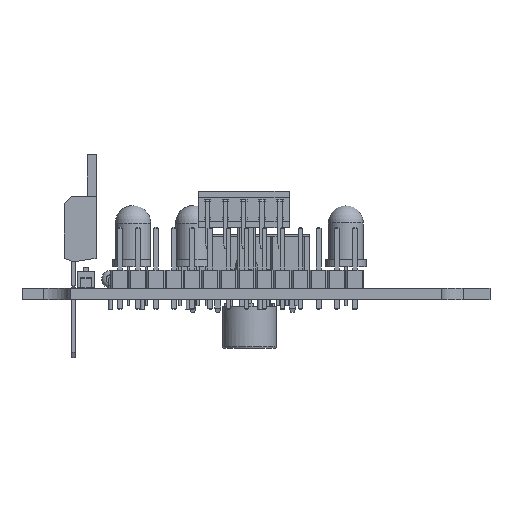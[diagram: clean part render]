
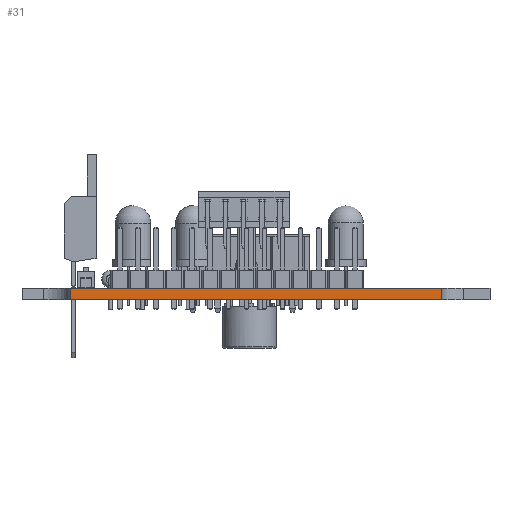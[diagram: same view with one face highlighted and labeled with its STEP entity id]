
A CAD part, left-side view. The second image highlights one B-rep face of the part: STEP entity #31.
In plain terms, the highlighted planar face has unit normal (-1, 0, 0).
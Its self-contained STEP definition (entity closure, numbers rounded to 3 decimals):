
#31 = ADVANCED_FACE('',(#32),#66,.F.);
#32 = FACE_BOUND('',#33,.F.);
#33 = EDGE_LOOP('',(#34,#44,#52,#60));
#34 = ORIENTED_EDGE('',*,*,#35,.T.);
#35 = EDGE_CURVE('',#36,#38,#40,.T.);
#36 = VERTEX_POINT('',#37);
#37 = CARTESIAN_POINT('',(75.,-111.25,0.));
#38 = VERTEX_POINT('',#39);
#39 = CARTESIAN_POINT('',(75.,-111.25,-1.6));
#40 = LINE('',#41,#42);
#41 = CARTESIAN_POINT('',(75.,-111.25,0.));
#42 = VECTOR('',#43,1.);
#43 = DIRECTION('',(0.,0.,-1.));
#44 = ORIENTED_EDGE('',*,*,#45,.T.);
#45 = EDGE_CURVE('',#38,#46,#48,.T.);
#46 = VERTEX_POINT('',#47);
#47 = CARTESIAN_POINT('',(75.,-59.,-1.6));
#48 = LINE('',#49,#50);
#49 = CARTESIAN_POINT('',(75.,-111.25,-1.6));
#50 = VECTOR('',#51,1.);
#51 = DIRECTION('',(0.,1.,0.));
#52 = ORIENTED_EDGE('',*,*,#53,.F.);
#53 = EDGE_CURVE('',#54,#46,#56,.T.);
#54 = VERTEX_POINT('',#55);
#55 = CARTESIAN_POINT('',(75.,-59.,0.));
#56 = LINE('',#57,#58);
#57 = CARTESIAN_POINT('',(75.,-59.,0.));
#58 = VECTOR('',#59,1.);
#59 = DIRECTION('',(0.,0.,-1.));
#60 = ORIENTED_EDGE('',*,*,#61,.F.);
#61 = EDGE_CURVE('',#36,#54,#62,.T.);
#62 = LINE('',#63,#64);
#63 = CARTESIAN_POINT('',(75.,-111.25,0.));
#64 = VECTOR('',#65,1.);
#65 = DIRECTION('',(0.,1.,0.));
#66 = PLANE('',#67);
#67 = AXIS2_PLACEMENT_3D('',#68,#69,#70);
#68 = CARTESIAN_POINT('',(75.,-111.25,0.));
#69 = DIRECTION('',(1.,0.,0.));
#70 = DIRECTION('',(0.,1.,0.));
